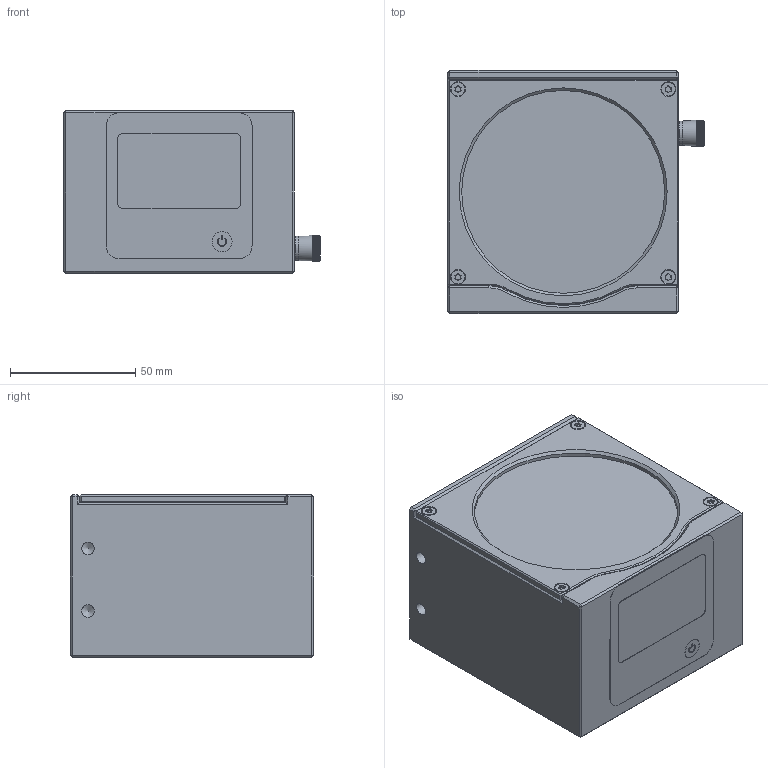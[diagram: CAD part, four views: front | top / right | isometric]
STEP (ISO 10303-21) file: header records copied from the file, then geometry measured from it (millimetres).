
FILE_DESCRIPTION(/* description */ (''),/* implementation_level */ '2;1');
FILE_NAME(/* name */ 'CUBE-L-T-STEP',/* time_stamp */ '2020-10-29T11:40:11+01:00',/* author */ (''),/* organization */ (''),/* preprocessor_version */ 'ST-DEVELOPER v16.5',/* originating_system */ 'HiCAD 2020 2501.0 Build 260',/* authorisation */ '');
FILE_SCHEMA (('AUTOMOTIVE_DESIGN { 1 0 10303 214 1 1 1 1 }'));
Products named in the file (23): Root; Displayfolie; Sichtglas; Druckknopf; Schrift; 629105136821; 2; 3; Cube-L; CUBE-Schutzglas-Halter; cerl0408681F4gcs; Teil; sgro2E889B683on7; Normteilgruppe _0; ISO 14581-M3x6-4.8_Senkschrauben
Assembly tree (22 placements, depth 4):
  Root
    Displayfolie
      Sichtglas
      Druckknopf
        Schrift
    629105136821
      2
      3
      3
      3
      3
      3
    Cube-L
    CUBE-Schutzglas-Halter
    cerl0408681F4gcs
      Teil
      Teil
    sgro2E889B683on7
    Normteilgruppe _0
      ISO 14581-M3x6-4.8_Senkschrauben
      ISO 14581-M3x6-4.8_Senkschrauben
      ISO 14581-M3x6-4.8_Senkschrauben
      ISO 14581-M3x6-4.8_Senkschrauben
Bounding box: 102.23 x 97 x 65 mm (x, y, z)
Volume: 552735.1 mm3; surface area: 60693.2 mm2
Topology: 20 solids, 20 shells, 1116 faces, 2761 edges, 1692 vertices
Faces by surface type: plane 689, cylinder 326, cone 72, bspline 12, sphere 9, torus 8
Full cylindrical faces by diameter (mm): 0.6 x2, 0.78 x3, 0.82 x3, 0.85 x3, 0.9 x3, 1.3 x6, 1.35 x3, 3 x4, 3.2 x4, 3.3 x2, 4 x1, 5 x6, 5.385 x1, 5.5 x4, 6 x4, 6.35 x1, 7 x1, 8 x3, 8.2 x1, 9.7 x1, 81 x1, 85.5 x1
Entity records: 59327 total; most frequent: CARTESIAN_POINT 6664, DIRECTION 5873, PRESENTATION_STYLE_ASSIGNMENT 5218, COLOUR_RGB 5205, DRAUGHTING_PRE_DEFINED_CURVE_FONT 5198, CURVE_STYLE 5198, OVER_RIDING_STYLED_ITEM 5198, ORIENTED_EDGE 5198
